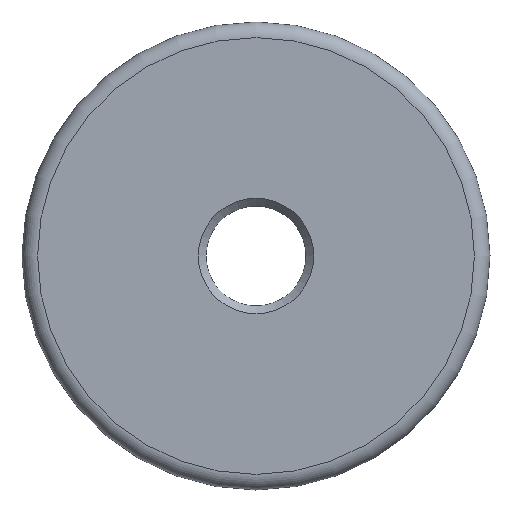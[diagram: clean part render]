
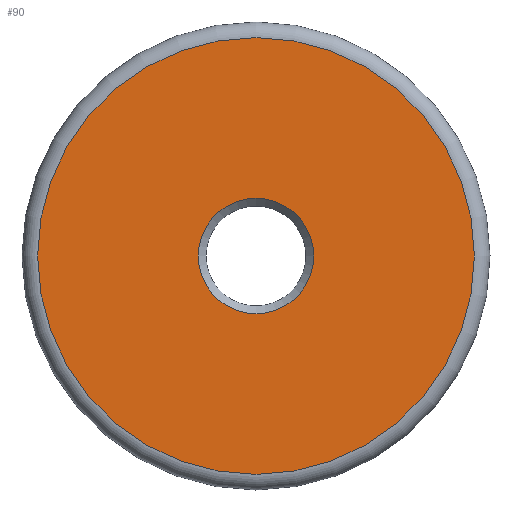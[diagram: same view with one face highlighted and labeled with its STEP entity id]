
A CAD part, front view. The second image highlights one B-rep face of the part: STEP entity #90.
In plain terms, the highlighted planar face has unit normal (0, -1, 0).
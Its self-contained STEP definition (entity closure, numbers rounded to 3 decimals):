
#17=FACE_BOUND('',#33,.T.);
#19=PLANE('',#124);
#25=FACE_OUTER_BOUND('',#32,.T.);
#32=EDGE_LOOP('',(#78));
#33=EDGE_LOOP('',(#79));
#45=CIRCLE('',#123,1.85);
#46=CIRCLE('',#125,7.);
#52=VERTEX_POINT('',#174);
#53=VERTEX_POINT('',#178);
#60=EDGE_CURVE('',#52,#52,#45,.T.);
#62=EDGE_CURVE('',#53,#53,#46,.T.);
#78=ORIENTED_EDGE('',*,*,#62,.F.);
#79=ORIENTED_EDGE('',*,*,#60,.F.);
#90=ADVANCED_FACE('',(#25,#17),#19,.F.);
#123=AXIS2_PLACEMENT_3D('',#175,#148,#149);
#124=AXIS2_PLACEMENT_3D('',#177,#151,#152);
#125=AXIS2_PLACEMENT_3D('',#179,#153,#154);
#148=DIRECTION('center_axis',(0.,-1.,0.));
#149=DIRECTION('ref_axis',(1.,0.,0.));
#151=DIRECTION('center_axis',(0.,1.,0.));
#152=DIRECTION('ref_axis',(0.,0.,1.));
#153=DIRECTION('center_axis',(0.,1.,0.));
#154=DIRECTION('ref_axis',(1.,0.,0.));
#174=CARTESIAN_POINT('',(-1.85,0.,0.));
#175=CARTESIAN_POINT('Origin',(0.,0.,0.));
#177=CARTESIAN_POINT('Origin',(0.,0.,0.));
#178=CARTESIAN_POINT('',(0.,0.,-7.));
#179=CARTESIAN_POINT('Origin',(0.,0.,0.));
